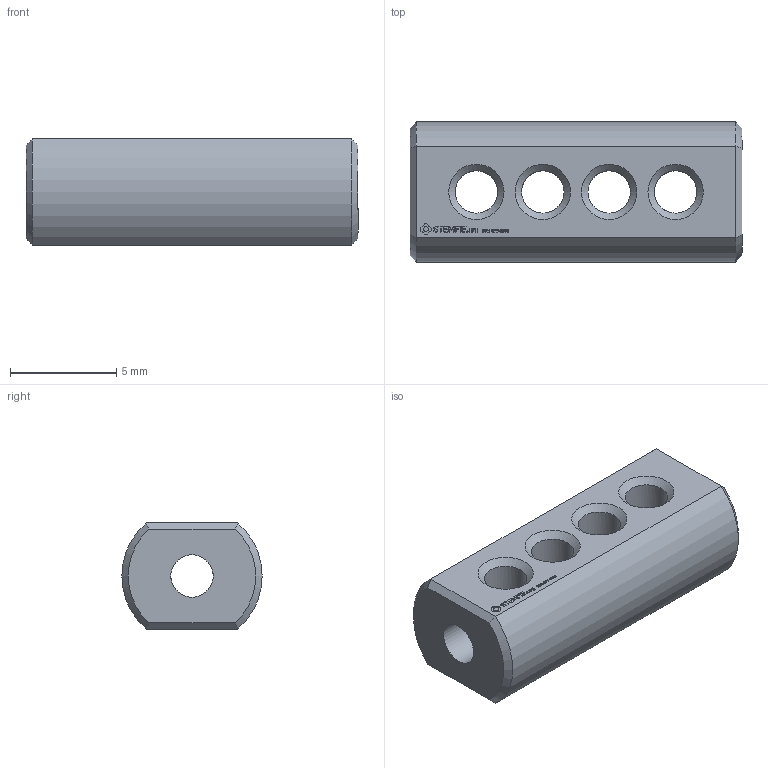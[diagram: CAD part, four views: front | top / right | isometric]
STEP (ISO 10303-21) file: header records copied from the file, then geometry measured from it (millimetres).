
FILE_DESCRIPTION(('FreeCAD Model'),'2;1');
FILE_NAME('Open CASCADE Shape Model','2024-02-05T00:20:40',(''),(''), 'Open CASCADE STEP processor 7.6','FreeCAD','Unknown');
FILE_SCHEMA(('AUTOMOTIVE_DESIGN { 1 0 10303 214 1 1 1 1 }'));
Length unit declared in the file: millimetre
Products named in the file (1): Shaft PLN BU01.25 - SPN-SFT-0005 (stemfie.org)
Bounding box: 15.62 x 6.6 x 5 mm (x, y, z)
Volume: 366 mm3; surface area: 485.2 mm2
Topology: 1 solids, 1 shells, 503 faces, 1410 edges, 932 vertices
Faces by surface type: plane 304, extrusion 172, cylinder 15, cone 12
Full cylindrical faces by diameter (mm): 2 x13
Entity records: 34954 total; most frequent: CARTESIAN_POINT 7874, DIRECTION 4372, VECTOR 3554, LINE 3382, ORIENTED_EDGE 2820, PCURVE 2820, DEFINITIONAL_REPRESENTATION 2820, EDGE_CURVE 1410
